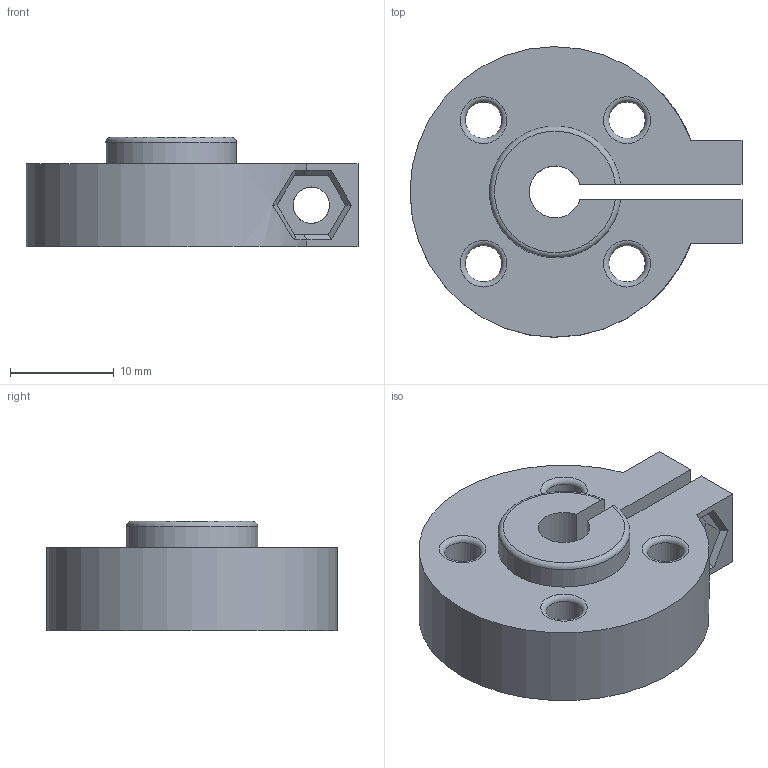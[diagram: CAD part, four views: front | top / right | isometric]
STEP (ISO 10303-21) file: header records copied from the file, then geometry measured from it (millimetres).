
FILE_DESCRIPTION(/* description */ ('Alibre Inc.'),/* implementation_level */ '2;1');
FILE_NAME(/* name */ 'export0',/* time_stamp */ '2015-08-03T14:51:35+08:00',/* author */ (''),/* organization */ (''),/* preprocessor_version */ 'ST-DEVELOPER v14',/* originating_system */ 'Alibre',/* authorisation */ '');
FILE_SCHEMA (('CONFIG_CONTROL_DESIGN'));
Length unit declared in the file: centimetre
Products named in the file (1): ID_1
Bounding box: 32 x 28 x 10.54 mm (x, y, z)
Volume: 4504.9 mm3; surface area: 2936.6 mm2
Topology: 1 solids, 1 shells, 91 faces, 222 edges, 137 vertices
Faces by surface type: plane 72, cylinder 10, torus 5, bspline 2, cone 2
Full cylindrical faces by diameter (mm): 3.505 x6
Entity records: 2831 total; most frequent: CARTESIAN_POINT 739, ORIENTED_EDGE 422, DIRECTION 327, EDGE_CURVE 211, VECTOR 165, LINE 165, VERTEX_POINT 136, AXIS2_PLACEMENT_3D 119
